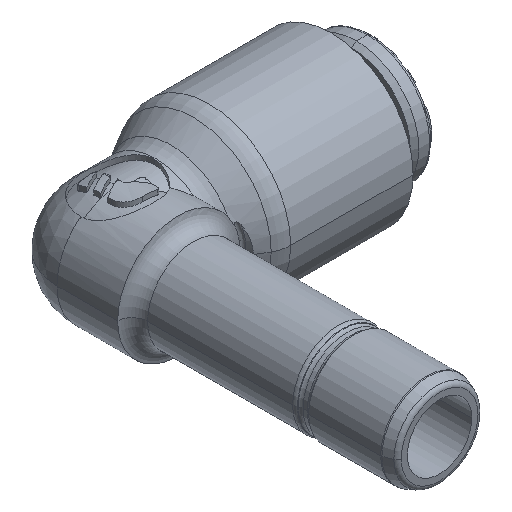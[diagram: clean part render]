
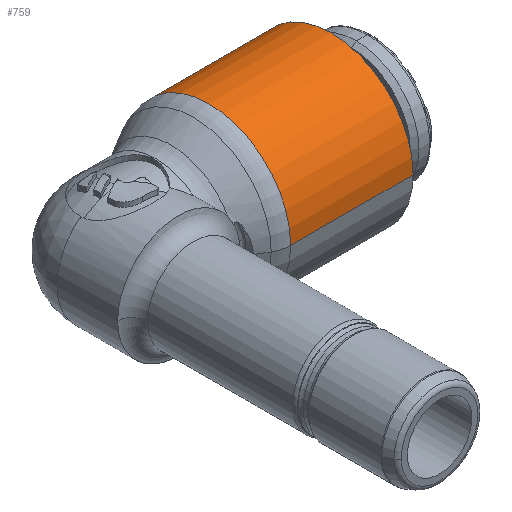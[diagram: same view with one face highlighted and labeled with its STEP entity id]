
A CAD part, isometric view. The second image highlights one B-rep face of the part: STEP entity #759.
In plain terms, the highlighted cylindrical face has radius 5.325 mm (diameter 10.65 mm), a partial arc.
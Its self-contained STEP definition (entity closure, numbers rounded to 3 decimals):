
#759=ADVANCED_FACE('',(#2114),#2115,.T.);
#2114=FACE_OUTER_BOUND('',#5142,.T.);
#2115=CYLINDRICAL_SURFACE('',#5143,5.325);
#5142=EDGE_LOOP('',(#11456,#11457,#11458,#11459));
#5143=AXIS2_PLACEMENT_3D('',#11460,#11461,#11462);
#11456=ORIENTED_EDGE('',*,*,#13767,.T.);
#11457=ORIENTED_EDGE('',*,*,#13771,.F.);
#11458=ORIENTED_EDGE('',*,*,#13773,.F.);
#11459=ORIENTED_EDGE('',*,*,#13772,.T.);
#11460=CARTESIAN_POINT('',(-4.843,0.0,0.0));
#11461=DIRECTION('',(-1.0,-0.0,0.0));
#11462=DIRECTION('',(0.0,-1.0,0.0));
#13767=EDGE_CURVE('',#16618,#16616,#16619,.T.);
#13771=EDGE_CURVE('',#16623,#16616,#16625,.T.);
#13772=EDGE_CURVE('',#16622,#16618,#16626,.T.);
#13773=EDGE_CURVE('',#16622,#16623,#16627,.T.);
#16616=VERTEX_POINT('',#22983);
#16618=VERTEX_POINT('',#22985);
#16619=CIRCLE('',#22986,5.325);
#16622=VERTEX_POINT('',#22989);
#16623=VERTEX_POINT('',#22990);
#16625=LINE('',#22992,#22993);
#16626=LINE('',#22994,#22995);
#16627=CIRCLE('',#22996,5.325);
#22983=CARTESIAN_POINT('',(5.936,-5.325,0.0));
#22985=CARTESIAN_POINT('',(5.936,5.325,0.0));
#22986=AXIS2_PLACEMENT_3D('',#26260,#26261,#26262);
#22989=CARTESIAN_POINT('',(13.9,5.325,0.0));
#22990=CARTESIAN_POINT('',(13.9,-5.325,0.0));
#22992=CARTESIAN_POINT('',(13.9,-5.325,0.0));
#22993=VECTOR('',#26272,7.964);
#22994=CARTESIAN_POINT('',(13.9,5.325,0.0));
#22995=VECTOR('',#26273,7.964);
#22996=AXIS2_PLACEMENT_3D('',#26274,#26275,#26276);
#26260=CARTESIAN_POINT('',(5.936,0.0,0.0));
#26261=DIRECTION('',(1.0,0.0,0.0));
#26262=DIRECTION('',(0.0,1.0,0.0));
#26272=DIRECTION('',(-1.0,0.0,0.0));
#26273=DIRECTION('',(-1.0,0.0,0.0));
#26274=CARTESIAN_POINT('',(13.9,0.0,0.0));
#26275=DIRECTION('',(1.0,0.0,0.0));
#26276=DIRECTION('',(0.0,1.0,0.0));
